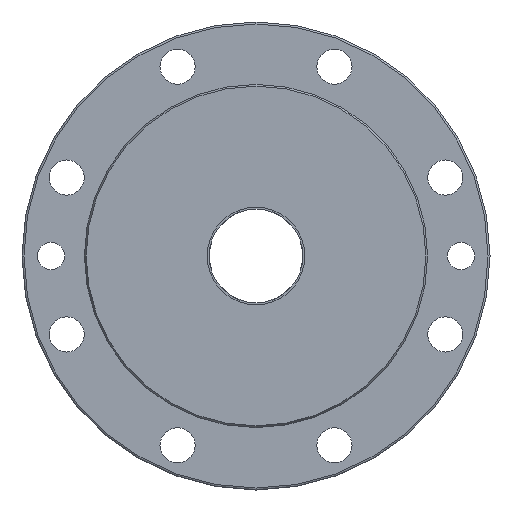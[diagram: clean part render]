
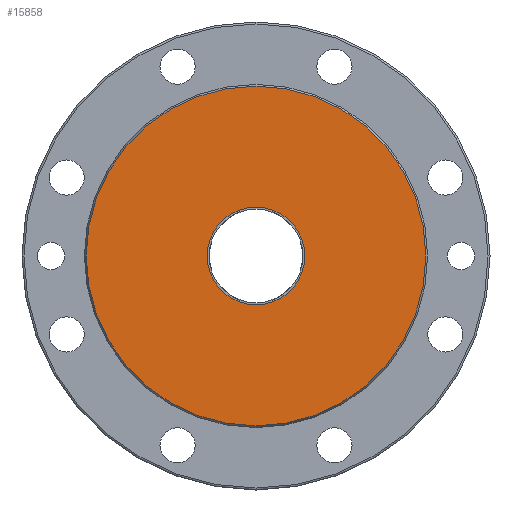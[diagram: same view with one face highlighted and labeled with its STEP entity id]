
A CAD part, left-side view. The second image highlights one B-rep face of the part: STEP entity #15858.
In plain terms, the highlighted planar face has unit normal (-1, 0, 0).
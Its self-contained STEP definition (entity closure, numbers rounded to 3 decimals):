
#548=PLANE('',#17129);
#2086=CIRCLE('',#17128,87.017);
#2087=CIRCLE('',#17130,25.);
#4711=ORIENTED_EDGE('',*,*,#6436,.F.);
#4712=ORIENTED_EDGE('',*,*,#6435,.T.);
#6435=EDGE_CURVE('',#7492,#7492,#2086,.F.);
#6436=EDGE_CURVE('',#7493,#7493,#2087,.F.);
#7492=VERTEX_POINT('',#25630);
#7493=VERTEX_POINT('',#25633);
#8929=EDGE_LOOP('',(#4711));
#8930=EDGE_LOOP('',(#4712));
#9968=FACE_BOUND('',#8929,.T.);
#9969=FACE_BOUND('',#8930,.T.);
#15858=ADVANCED_FACE('',(#9968,#9969),#548,.F.);
#17128=AXIS2_PLACEMENT_3D('',#25629,#19974,#19975);
#17129=AXIS2_PLACEMENT_3D('',#25631,#19976,#19977);
#17130=AXIS2_PLACEMENT_3D('',#25632,#19978,#19979);
#19974=DIRECTION('',(1.,0.,0.));
#19975=DIRECTION('',(0.,0.,1.));
#19976=DIRECTION('',(1.,0.,0.));
#19977=DIRECTION('',(0.,0.,1.));
#19978=DIRECTION('',(1.,0.,0.));
#19979=DIRECTION('',(0.,1.,0.));
#25629=CARTESIAN_POINT('',(-121.623,0.,0.));
#25630=CARTESIAN_POINT('',(-121.623,0.,87.017));
#25631=CARTESIAN_POINT('',(-121.623,0.,-52.286));
#25632=CARTESIAN_POINT('',(-121.623,0.,0.));
#25633=CARTESIAN_POINT('',(-121.623,25.,0.));
